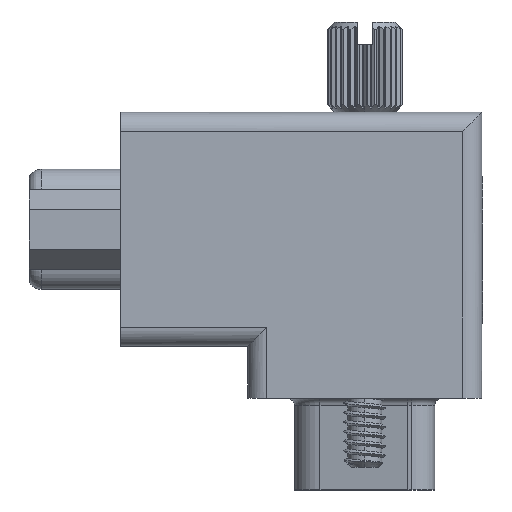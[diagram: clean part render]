
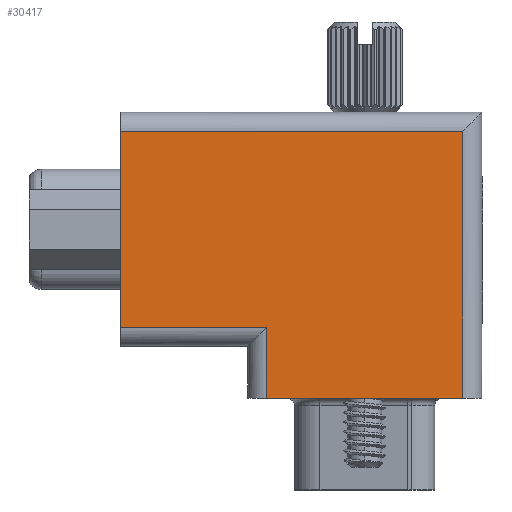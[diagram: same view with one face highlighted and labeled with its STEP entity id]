
A CAD part, left-side view. The second image highlights one B-rep face of the part: STEP entity #30417.
In plain terms, the highlighted planar face has unit normal (-1, 0, 0).
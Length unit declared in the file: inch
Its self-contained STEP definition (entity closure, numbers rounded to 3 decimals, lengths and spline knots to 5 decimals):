
#122 = ORIENTED_EDGE ( 'NONE', *, *, #6038, .T. ) ;
#1900 = DIRECTION ( 'NONE',  ( 0., 1., 0. ) ) ;
#2046 = CARTESIAN_POINT ( 'NONE',  ( -0.64961, 0.63883, 0.74803 ) ) ;
#2216 = EDGE_CURVE ( 'NONE', #25205, #34766, #28131, .T. ) ;
#2568 = PLANE ( 'NONE',  #29652 ) ;
#3471 = CARTESIAN_POINT ( 'NONE',  ( -0.64961, 0.30606, 0.69803 ) ) ;
#4222 = VERTEX_POINT ( 'NONE', #15077 ) ;
#5179 = EDGE_LOOP ( 'NONE', ( #15541, #122, #8406, #24744, #8986, #14595 ) ) ;
#5751 = CARTESIAN_POINT ( 'NONE',  ( -0.64961, 0.30606, 0.74803 ) ) ;
#6038 = EDGE_CURVE ( 'NONE', #31659, #25157, #10682, .T. ) ;
#6518 = EDGE_CURVE ( 'NONE', #32721, #25205, #33789, .T. ) ;
#8406 = ORIENTED_EDGE ( 'NONE', *, *, #22636, .T. ) ;
#8531 = EDGE_CURVE ( 'NONE', #34766, #31659, #30233, .T. ) ;
#8986 = ORIENTED_EDGE ( 'NONE', *, *, #6518, .T. ) ;
#9244 = DIRECTION ( 'NONE',  ( 0., 1., 0. ) ) ;
#10682 = LINE ( 'NONE', #13850, #25417 ) ;
#12821 = VECTOR ( 'NONE', #30068, 39.37008 ) ;
#13469 = DIRECTION ( 'NONE',  ( 0., 0., 1. ) ) ;
#13850 = CARTESIAN_POINT ( 'NONE',  ( -0.64961, -0.25606, 0.74803 ) ) ;
#14118 = CARTESIAN_POINT ( 'NONE',  ( -0.64961, 0.25606, 0.74803 ) ) ;
#14595 = ORIENTED_EDGE ( 'NONE', *, *, #2216, .T. ) ;
#15077 = CARTESIAN_POINT ( 'NONE',  ( -0.64961, 0.63883, 0.69803 ) ) ;
#15541 = ORIENTED_EDGE ( 'NONE', *, *, #8531, .T. ) ;
#15631 = CARTESIAN_POINT ( 'NONE',  ( -0.64961, 0.63883, 0.18592 ) ) ;
#15835 = DIRECTION ( 'NONE',  ( 0., -1., 0. ) ) ;
#16942 = FACE_OUTER_BOUND ( 'NONE', #5179, .T. ) ;
#17170 = VECTOR ( 'NONE', #30980, 39.37008 ) ;
#18847 = CARTESIAN_POINT ( 'NONE',  ( -0.64961, 0.25606, 0.18592 ) ) ;
#20548 = CARTESIAN_POINT ( 'NONE',  ( -0.64961, 0.25606, 0. ) ) ;
#22636 = EDGE_CURVE ( 'NONE', #25157, #4222, #26801, .T. ) ;
#23053 = DIRECTION ( 'NONE',  ( 0., 0., -1. ) ) ;
#24744 = ORIENTED_EDGE ( 'NONE', *, *, #25182, .F. ) ;
#24980 = CARTESIAN_POINT ( 'NONE',  ( -0.64961, 0.30606, 0.18592 ) ) ;
#25157 = VERTEX_POINT ( 'NONE', #35523 ) ;
#25182 = EDGE_CURVE ( 'NONE', #32721, #4222, #29886, .T. ) ;
#25205 = VERTEX_POINT ( 'NONE', #18847 ) ;
#25417 = VECTOR ( 'NONE', #13469, 39.37008 ) ;
#26801 = LINE ( 'NONE', #3471, #34152 ) ;
#28131 = LINE ( 'NONE', #14118, #36492 ) ;
#28345 = DIRECTION ( 'NONE',  ( 1., 0., 0. ) ) ;
#29652 = AXIS2_PLACEMENT_3D ( 'NONE', #5751, #28345, #1900 ) ;
#29886 = LINE ( 'NONE', #2046, #12821 ) ;
#30068 = DIRECTION ( 'NONE',  ( 0., 0., 1. ) ) ;
#30233 = LINE ( 'NONE', #35905, #35443 ) ;
#30417 = ADVANCED_FACE ( 'NONE', ( #16942 ), #2568, .F. ) ;
#30980 = DIRECTION ( 'NONE',  ( 0., -1., 0. ) ) ;
#31394 = CARTESIAN_POINT ( 'NONE',  ( -0.64961, -0.25606, 0. ) ) ;
#31659 = VERTEX_POINT ( 'NONE', #31394 ) ;
#32721 = VERTEX_POINT ( 'NONE', #15631 ) ;
#33789 = LINE ( 'NONE', #24980, #17170 ) ;
#34152 = VECTOR ( 'NONE', #9244, 39.37008 ) ;
#34766 = VERTEX_POINT ( 'NONE', #20548 ) ;
#35443 = VECTOR ( 'NONE', #15835, 39.37008 ) ;
#35523 = CARTESIAN_POINT ( 'NONE',  ( -0.64961, -0.25606, 0.69803 ) ) ;
#35905 = CARTESIAN_POINT ( 'NONE',  ( -0.64961, 0.30606, 0. ) ) ;
#36492 = VECTOR ( 'NONE', #23053, 39.37008 ) ;
